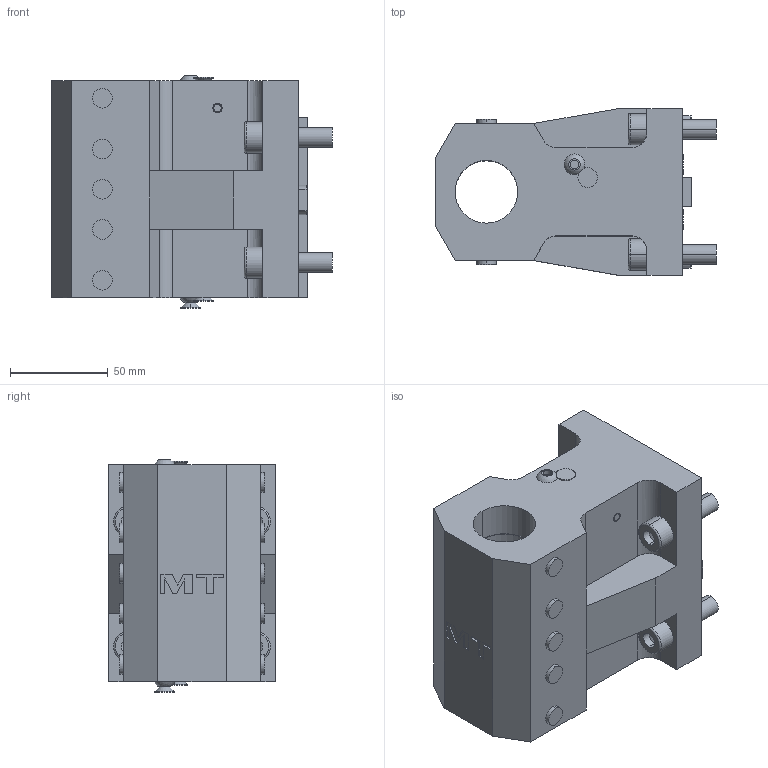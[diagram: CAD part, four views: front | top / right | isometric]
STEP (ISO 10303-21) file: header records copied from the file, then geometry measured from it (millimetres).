
FILE_DESCRIPTION((''),'2;1');
FILE_NAME('DWO0393200_CONF','2024-05-10T11:25:35',('gvalli'),('M.T. srl'),'CREO PARAMETRIC BY PTC INC, 2021072','CREO PARAMETRIC BY PTC INC, 2021072','');
FILE_SCHEMA(('CONFIG_CONTROL_DESIGN'));
Length unit declared in the file: millimetre
Products named in the file (1): DWO0393200_CONF
Bounding box: 143.5 x 85 x 118.8 mm (x, y, z)
Volume: 829591.7 mm3; surface area: 83017.8 mm2
Topology: 1 solids, 1 shells, 213 faces, 517 edges, 332 vertices
Faces by surface type: plane 89, cylinder 74, cone 30, torus 12, sphere 6, extrusion 2
Entity records: 6486 total; most frequent: CARTESIAN_POINT 1297, DIRECTION 1143, ORIENTED_EDGE 1018, EDGE_CURVE 509, AXIS2_PLACEMENT_3D 437, VERTEX_POINT 332, VECTOR 269, LINE 267
